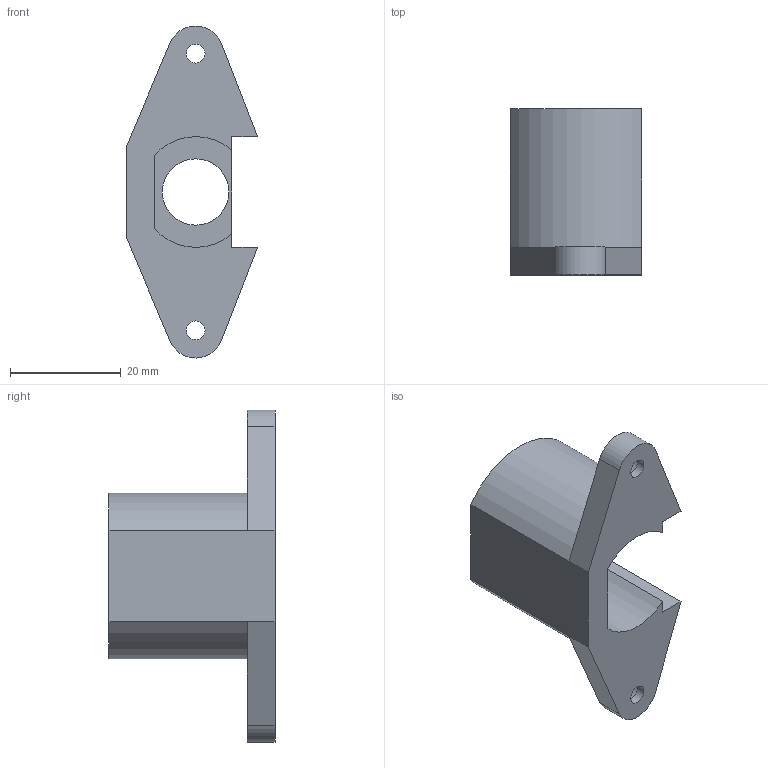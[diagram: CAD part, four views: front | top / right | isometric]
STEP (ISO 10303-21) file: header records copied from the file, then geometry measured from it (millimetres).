
FILE_DESCRIPTION(/* description */ (''),/* implementation_level */ '2;1');
FILE_NAME(/* name */ 'motor mount.step',/* time_stamp */ '2025-05-21T11:51:14+02:00',/* author */ ('klawy'),/* organization */ (''),/* preprocessor_version */ 'ST-DEVELOPER v20',/* originating_system */ 'Autodesk Inventor 2025',/* authorisation */ '');
FILE_SCHEMA (('AUTOMOTIVE_DESIGN { 1 0 10303 214 3 1 1 }'));
Length unit declared in the file: millimetre
Products named in the file (1): motor mount
Bounding box: 23.68 x 30 x 60 mm (x, y, z)
Volume: 10956.7 mm3; surface area: 6006.1 mm2
Topology: 1 solids, 1 shells, 27 faces, 65 edges, 42 vertices
Faces by surface type: plane 16, cylinder 11
Full cylindrical faces by diameter (mm): 3.4 x2, 6.5 x2, 12 x1
Entity records: 844 total; most frequent: DIRECTION 143, CARTESIAN_POINT 135, ORIENTED_EDGE 130, EDGE_CURVE 65, AXIS2_PLACEMENT_3D 50, LINE 43, VECTOR 43, VERTEX_POINT 42
